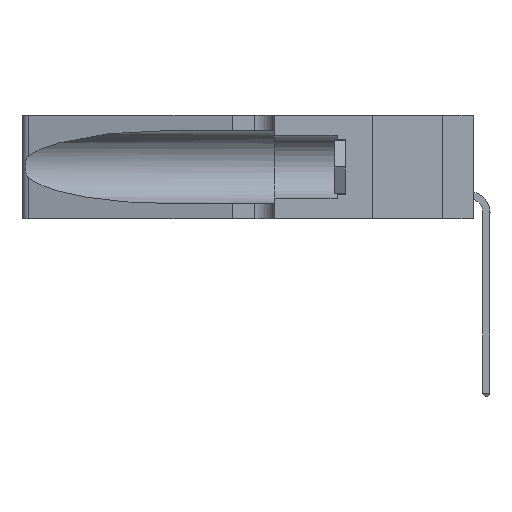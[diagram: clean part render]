
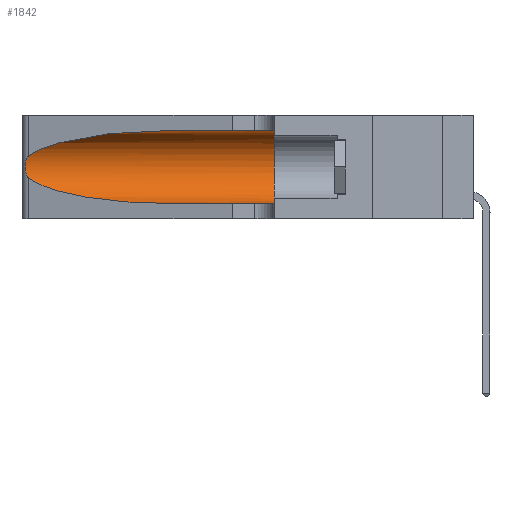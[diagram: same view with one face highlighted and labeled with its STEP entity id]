
A CAD part, left-side view. The second image highlights one B-rep face of the part: STEP entity #1842.
In plain terms, the highlighted cylindrical face has radius 3.308 mm (diameter 6.617 mm), a partial arc.
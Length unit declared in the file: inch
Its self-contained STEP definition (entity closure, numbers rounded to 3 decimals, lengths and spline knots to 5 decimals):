
#968 =( BOUNDED_CURVE ( )  B_SPLINE_CURVE ( 3, ( #24190, #1215, #27510, #29217 ),
 .UNSPECIFIED., .F., .T. ) 
 B_SPLINE_CURVE_WITH_KNOTS ( ( 4, 4 ),
 ( 1.5708, 2.84003 ),
 .UNSPECIFIED. ) 
 CURVE ( )  GEOMETRIC_REPRESENTATION_ITEM ( )  RATIONAL_B_SPLINE_CURVE ( ( 1., 0.87, 0.87, 1. ) ) 
 REPRESENTATION_ITEM ( '' )  );
#973 = DIRECTION ( 'NONE',  ( 0., 1., 0. ) ) ;
#1215 = CARTESIAN_POINT ( 'NONE',  ( 0.18966, 0.96281, 0.31525 ) ) ;
#1354 = CARTESIAN_POINT ( 'NONE',  ( 0.1305, 0.72297, 0.31525 ) ) ;
#1842 = ADVANCED_FACE ( 'NONE', ( #16754 ), #31088, .F. ) ;
#2082 = EDGE_CURVE ( 'NONE', #24701, #14823, #2703, .T. ) ;
#2522 = EDGE_CURVE ( 'NONE', #24701, #15981, #968, .T. ) ;
#2703 = LINE ( 'NONE', #17033, #30651 ) ;
#3096 = ORIENTED_EDGE ( 'NONE', *, *, #2522, .T. ) ;
#3367 = AXIS2_PLACEMENT_3D ( 'NONE', #16806, #24277, #29639 ) ;
#3590 = DIRECTION ( 'NONE',  ( 0., 0., 1. ) ) ;
#3932 = EDGE_CURVE ( 'NONE', #15981, #9327, #33996, .T. ) ;
#4833 = CARTESIAN_POINT ( 'NONE',  ( 0.25787, 1.23484, 0.2124 ) ) ;
#5165 = CARTESIAN_POINT ( 'NONE',  ( 0.26017, 1.23833, 0.17102 ) ) ;
#5729 = ORIENTED_EDGE ( 'NONE', *, *, #3932, .T. ) ;
#5965 = CARTESIAN_POINT ( 'NONE',  ( 0.25487, 1.22718, 0.14631 ) ) ;
#6538 = CARTESIAN_POINT ( 'NONE',  ( 0.25487, 1.22718, 0.14631 ) ) ;
#6768 = CARTESIAN_POINT ( 'NONE',  ( 0.2373, 1.15595, 0.08982 ) ) ;
#7293 = AXIS2_PLACEMENT_3D ( 'NONE', #16479, #973, #3590 ) ;
#7683 = CARTESIAN_POINT ( 'NONE',  ( 0.25555, 1.22994, 0.2215 ) ) ;
#7801 = CARTESIAN_POINT ( 'NONE',  ( 0.25789, 1.23486, 0.15765 ) ) ;
#8434 = VERTEX_POINT ( 'NONE', #14926 ) ;
#8906 = VECTOR ( 'NONE', #15433, 39.37008 ) ;
#9068 = CARTESIAN_POINT ( 'NONE',  ( 0.1305, 0.35, 0.31525 ) ) ;
#9327 = VERTEX_POINT ( 'NONE', #5965 ) ;
#10264 = ORIENTED_EDGE ( 'NONE', *, *, #25070, .F. ) ;
#10353 = CARTESIAN_POINT ( 'NONE',  ( 0.25854, 1.2359, 0.20912 ) ) ;
#12083 = DIRECTION ( 'NONE',  ( 0., -1., 0. ) ) ;
#12637 = EDGE_CURVE ( 'NONE', #9327, #8434, #24798, .T. ) ;
#12892 = EDGE_LOOP ( 'NONE', ( #3096, #5729, #13454, #18844, #10264, #25352 ) ) ;
#13034 = CARTESIAN_POINT ( 'NONE',  ( 0.26075, 1.23896, 0.19203 ) ) ;
#13138 = CARTESIAN_POINT ( 'NONE',  ( 0.25555, 1.22993, 0.14849 ) ) ;
#13454 = ORIENTED_EDGE ( 'NONE', *, *, #12637, .T. ) ;
#13944 = CARTESIAN_POINT ( 'NONE',  ( 0.1305, 0.35, 0.05475 ) ) ;
#14823 = VERTEX_POINT ( 'NONE', #9068 ) ;
#14926 = CARTESIAN_POINT ( 'NONE',  ( 0.1305, 0.72297, 0.05475 ) ) ;
#15433 = DIRECTION ( 'NONE',  ( 0., -1., 0. ) ) ;
#15981 = VERTEX_POINT ( 'NONE', #23152 ) ;
#16479 = CARTESIAN_POINT ( 'NONE',  ( 0.1305, 0.35, 0.185 ) ) ;
#16754 = FACE_OUTER_BOUND ( 'NONE', #12892, .T. ) ;
#16806 = CARTESIAN_POINT ( 'NONE',  ( 0.1305, 1.61858, 0.185 ) ) ;
#17033 = CARTESIAN_POINT ( 'NONE',  ( 0.1305, 1.61858, 0.31525 ) ) ;
#18210 = CARTESIAN_POINT ( 'NONE',  ( 0.25487, 1.22718, 0.22369 ) ) ;
#18844 = ORIENTED_EDGE ( 'NONE', *, *, #25414, .T. ) ;
#20639 = CARTESIAN_POINT ( 'NONE',  ( 0.25639, 1.23184, 0.21858 ) ) ;
#20971 = CARTESIAN_POINT ( 'NONE',  ( 0.26075, 1.23896, 0.178 ) ) ;
#23152 = CARTESIAN_POINT ( 'NONE',  ( 0.25487, 1.22718, 0.22369 ) ) ;
#23482 = VERTEX_POINT ( 'NONE', #13944 ) ;
#23606 = CARTESIAN_POINT ( 'NONE',  ( 0.25856, 1.23593, 0.16098 ) ) ;
#24190 = CARTESIAN_POINT ( 'NONE',  ( 0.1305, 0.72297, 0.31525 ) ) ;
#24277 = DIRECTION ( 'NONE',  ( 0., -1., 0. ) ) ;
#24701 = VERTEX_POINT ( 'NONE', #1354 ) ;
#24798 =( BOUNDED_CURVE ( )  B_SPLINE_CURVE ( 3, ( #6538, #6768, #24988, #25224 ),
 .UNSPECIFIED., .F., .T. ) 
 B_SPLINE_CURVE_WITH_KNOTS ( ( 4, 4 ),
 ( 3.44316, 4.71239 ),
 .UNSPECIFIED. ) 
 CURVE ( )  GEOMETRIC_REPRESENTATION_ITEM ( )  RATIONAL_B_SPLINE_CURVE ( ( 1., 0.87, 0.87, 1. ) ) 
 REPRESENTATION_ITEM ( '' )  );
#24988 = CARTESIAN_POINT ( 'NONE',  ( 0.18966, 0.96281, 0.05475 ) ) ;
#25070 = EDGE_CURVE ( 'NONE', #14823, #23482, #29308, .T. ) ;
#25224 = CARTESIAN_POINT ( 'NONE',  ( 0.1305, 0.72297, 0.05475 ) ) ;
#25352 = ORIENTED_EDGE ( 'NONE', *, *, #2082, .F. ) ;
#25414 = EDGE_CURVE ( 'NONE', #8434, #23482, #25777, .T. ) ;
#25777 = LINE ( 'NONE', #28535, #8906 ) ;
#26221 = CARTESIAN_POINT ( 'NONE',  ( 0.25639, 1.23186, 0.15144 ) ) ;
#27510 = CARTESIAN_POINT ( 'NONE',  ( 0.2373, 1.15595, 0.28018 ) ) ;
#28535 = CARTESIAN_POINT ( 'NONE',  ( 0.1305, 1.61858, 0.05475 ) ) ;
#28740 = CARTESIAN_POINT ( 'NONE',  ( 0.26018, 1.23835, 0.19895 ) ) ;
#29217 = CARTESIAN_POINT ( 'NONE',  ( 0.25487, 1.22718, 0.22369 ) ) ;
#29308 = CIRCLE ( 'NONE', #7293, 0.13025 ) ;
#29639 = DIRECTION ( 'NONE',  ( 0., 0., -1. ) ) ;
#30651 = VECTOR ( 'NONE', #12083, 39.37008 ) ;
#31088 = CYLINDRICAL_SURFACE ( 'NONE', #3367, 0.13025 ) ;
#31476 = CARTESIAN_POINT ( 'NONE',  ( 0.25487, 1.22718, 0.14631 ) ) ;
#33996 = B_SPLINE_CURVE_WITH_KNOTS ( 'NONE', 3,
 ( #18210, #7683, #20639, #4833, #10353, #28740, #13034, #20971, #5165, #23606, #7801, #26221, #13138, #31476 ),
 .UNSPECIFIED., .F., .F.,
 ( 4, 2, 2, 2, 2, 2, 4 ),
 ( 0., 0.00027, 0.00053, 0.00107, 0.0016, 0.00187, 0.00214 ),
 .UNSPECIFIED. ) ;
